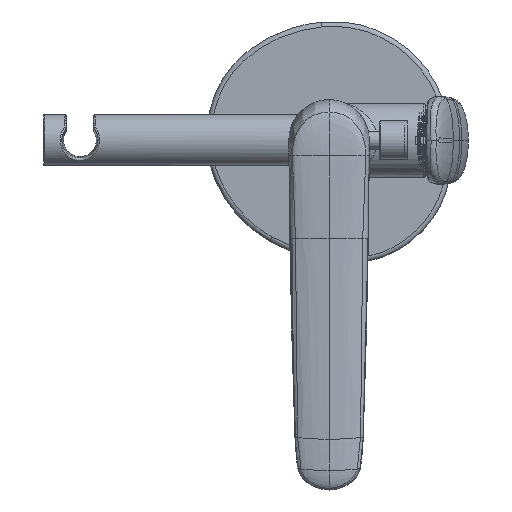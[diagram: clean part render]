
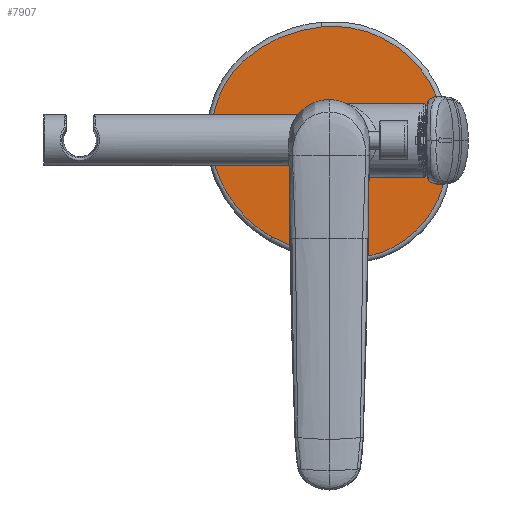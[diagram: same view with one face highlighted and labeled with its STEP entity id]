
A CAD part, top view. The second image highlights one B-rep face of the part: STEP entity #7907.
In plain terms, the highlighted planar face has unit normal (0, 0, 1).
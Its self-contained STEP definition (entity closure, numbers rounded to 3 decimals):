
#492=PLANE('',#8740);
#896=B_SPLINE_CURVE_WITH_KNOTS('',3,(#61247,#61248,#61249,#61250,#61251,
#61252,#61253,#61254,#61255,#61256,#61257,#61258,#61259,#61260,#61261,#61262,
#61263,#61264,#61265,#61266,#61267,#61268,#61269,#61270,#61271,#61272,#61273,
#61274),.UNSPECIFIED.,.F.,.F.,(4,1,1,1,1,1,1,1,1,1,1,1,1,1,1,1,1,1,1,1,
1,1,1,1,1,4),(0.,0.063,0.126,0.19,0.221,
0.237,0.253,0.28,0.308,0.363,
0.419,0.446,0.474,0.509,0.543,
0.577,0.612,0.646,0.681,0.715,
0.749,0.781,0.812,0.875,0.937,
1.),.UNSPECIFIED.);
#900=B_SPLINE_CURVE_WITH_KNOTS('',3,(#61348,#61349,#61350,#61351,#61352,
#61353,#61354),.UNSPECIFIED.,.F.,.F.,(4,1,1,1,4),(0.,0.25,0.5,0.75,1.),
 .UNSPECIFIED.);
#901=B_SPLINE_CURVE_WITH_KNOTS('',3,(#61357,#61358,#61359,#61360,#61361,
#61362,#61363,#61364,#61365,#61366,#61367,#61368,#61369,#61370,#61371,#61372,
#61373,#61374,#61375,#61376,#61377,#61378,#61379,#61380),.UNSPECIFIED.,
 .F.,.F.,(4,1,1,1,1,1,1,1,1,1,1,1,1,1,1,1,1,1,1,1,1,4),(0.,0.082,
0.164,0.205,0.247,0.288,0.329,
0.371,0.412,0.454,0.495,0.537,
0.578,0.619,0.64,0.66,0.682,
0.703,0.745,0.83,0.915,1.),
 .UNSPECIFIED.);
#902=B_SPLINE_CURVE_WITH_KNOTS('',3,(#61381,#61382,#61383,#61384,#61385,
#61386,#61387,#61388,#61389,#61390,#61391),.UNSPECIFIED.,.F.,.F.,(4,1,1,
1,1,1,1,1,4),(0.,0.125,0.25,0.375,0.499,
0.625,0.75,0.875,1.),.UNSPECIFIED.);
#1292=FACE_OUTER_BOUND('',#1825,.T.);
#1825=EDGE_LOOP('',(#6620,#6621,#6622,#6623));
#3591=VERTEX_POINT('',#61238);
#3592=VERTEX_POINT('',#61246);
#3594=VERTEX_POINT('',#61340);
#3595=VERTEX_POINT('',#61356);
#4637=EDGE_CURVE('',#3592,#3591,#896,.T.);
#4641=EDGE_CURVE('',#3591,#3594,#900,.T.);
#4642=EDGE_CURVE('',#3594,#3595,#901,.T.);
#4643=EDGE_CURVE('',#3595,#3592,#902,.T.);
#6620=ORIENTED_EDGE('',*,*,#4637,.T.);
#6621=ORIENTED_EDGE('',*,*,#4641,.T.);
#6622=ORIENTED_EDGE('',*,*,#4642,.T.);
#6623=ORIENTED_EDGE('',*,*,#4643,.T.);
#7907=ADVANCED_FACE('',(#1292),#492,.T.);
#8740=AXIS2_PLACEMENT_3D('',#61355,#10259,#10260);
#10259=DIRECTION('center_axis',(0.,0.,1.));
#10260=DIRECTION('ref_axis',(1.,0.,0.));
#61238=CARTESIAN_POINT('',(37.93,133.996,16.));
#61246=CARTESIAN_POINT('',(6.892,3.32,16.));
#61247=CARTESIAN_POINT('Ctrl Pts',(6.892,3.32,16.));
#61248=CARTESIAN_POINT('Ctrl Pts',(10.746,3.673,16.));
#61249=CARTESIAN_POINT('Ctrl Pts',(18.412,4.864,16.));
#61250=CARTESIAN_POINT('Ctrl Pts',(29.562,8.208,16.));
#61251=CARTESIAN_POINT('Ctrl Pts',(38.364,12.285,16.));
#61252=CARTESIAN_POINT('Ctrl Pts',(44.185,15.756,16.));
#61253=CARTESIAN_POINT('Ctrl Pts',(47.406,17.902,16.));
#61254=CARTESIAN_POINT('Ctrl Pts',(50.366,20.012,16.));
#61255=CARTESIAN_POINT('Ctrl Pts',(53.763,22.705,16.));
#61256=CARTESIAN_POINT('Ctrl Pts',(58.724,27.299,16.));
#61257=CARTESIAN_POINT('Ctrl Pts',(64.203,33.757,16.));
#61258=CARTESIAN_POINT('Ctrl Pts',(68.512,41.052,16.));
#61259=CARTESIAN_POINT('Ctrl Pts',(71.208,47.249,16.));
#61260=CARTESIAN_POINT('Ctrl Pts',(72.998,52.429,16.));
#61261=CARTESIAN_POINT('Ctrl Pts',(74.461,58.137,16.));
#61262=CARTESIAN_POINT('Ctrl Pts',(75.51,64.354,16.));
#61263=CARTESIAN_POINT('Ctrl Pts',(75.976,70.642,16.));
#61264=CARTESIAN_POINT('Ctrl Pts',(75.824,76.947,16.));
#61265=CARTESIAN_POINT('Ctrl Pts',(75.032,83.203,16.));
#61266=CARTESIAN_POINT('Ctrl Pts',(73.613,89.347,16.));
#61267=CARTESIAN_POINT('Ctrl Pts',(71.599,95.324,16.));
#61268=CARTESIAN_POINT('Ctrl Pts',(69.116,100.906,16.));
#61269=CARTESIAN_POINT('Ctrl Pts',(66.296,106.139,16.));
#61270=CARTESIAN_POINT('Ctrl Pts',(62.202,112.617,16.));
#61271=CARTESIAN_POINT('Ctrl Pts',(56.192,120.109,16.));
#61272=CARTESIAN_POINT('Ctrl Pts',(47.664,127.862,16.));
#61273=CARTESIAN_POINT('Ctrl Pts',(41.261,132.106,16.));
#61274=CARTESIAN_POINT('Ctrl Pts',(37.93,133.996,16.));
#61340=CARTESIAN_POINT('',(-6.632,146.95,16.));
#61348=CARTESIAN_POINT('Ctrl Pts',(37.93,133.996,16.));
#61349=CARTESIAN_POINT('Ctrl Pts',(34.536,135.922,16.));
#61350=CARTESIAN_POINT('Ctrl Pts',(27.53,139.395,16.));
#61351=CARTESIAN_POINT('Ctrl Pts',(16.481,143.332,16.));
#61352=CARTESIAN_POINT('Ctrl Pts',(5.04,145.92,16.));
#61353=CARTESIAN_POINT('Ctrl Pts',(-2.734,146.748,16.));
#61354=CARTESIAN_POINT('Ctrl Pts',(-6.632,146.95,16.));
#61355=CARTESIAN_POINT('Origin',(97.989,168.795,16.));
#61356=CARTESIAN_POINT('',(-64.943,48.294,16.));
#61357=CARTESIAN_POINT('Ctrl Pts',(-6.632,146.95,16.));
#61358=CARTESIAN_POINT('Ctrl Pts',(-10.367,147.143,16.));
#61359=CARTESIAN_POINT('Ctrl Pts',(-17.879,146.915,16.));
#61360=CARTESIAN_POINT('Ctrl Pts',(-27.059,144.827,16.));
#61361=CARTESIAN_POINT('Ctrl Pts',(-34.051,142.056,16.));
#61362=CARTESIAN_POINT('Ctrl Pts',(-39.08,139.46,16.));
#61363=CARTESIAN_POINT('Ctrl Pts',(-43.84,136.399,16.));
#61364=CARTESIAN_POINT('Ctrl Pts',(-48.32,132.928,16.));
#61365=CARTESIAN_POINT('Ctrl Pts',(-52.518,129.109,16.));
#61366=CARTESIAN_POINT('Ctrl Pts',(-56.384,124.939,16.));
#61367=CARTESIAN_POINT('Ctrl Pts',(-59.85,120.432,16.));
#61368=CARTESIAN_POINT('Ctrl Pts',(-62.862,115.622,16.));
#61369=CARTESIAN_POINT('Ctrl Pts',(-65.381,110.551,16.));
#61370=CARTESIAN_POINT('Ctrl Pts',(-67.397,105.272,16.));
#61371=CARTESIAN_POINT('Ctrl Pts',(-68.658,100.739,16.));
#61372=CARTESIAN_POINT('Ctrl Pts',(-69.43,97.053,16.));
#61373=CARTESIAN_POINT('Ctrl Pts',(-69.892,94.248,16.));
#61374=CARTESIAN_POINT('Ctrl Pts',(-70.264,91.371,16.));
#61375=CARTESIAN_POINT('Ctrl Pts',(-70.652,87.497,16.));
#61376=CARTESIAN_POINT('Ctrl Pts',(-71.019,80.686,16.));
#61377=CARTESIAN_POINT('Ctrl Pts',(-70.617,70.936,16.));
#61378=CARTESIAN_POINT('Ctrl Pts',(-68.613,59.398,16.));
#61379=CARTESIAN_POINT('Ctrl Pts',(-66.311,51.941,16.));
#61380=CARTESIAN_POINT('Ctrl Pts',(-64.943,48.294,16.));
#61381=CARTESIAN_POINT('Ctrl Pts',(-64.943,48.294,16.));
#61382=CARTESIAN_POINT('Ctrl Pts',(-63.611,44.742,16.));
#61383=CARTESIAN_POINT('Ctrl Pts',(-60.426,37.83,16.));
#61384=CARTESIAN_POINT('Ctrl Pts',(-53.998,28.388,16.));
#61385=CARTESIAN_POINT('Ctrl Pts',(-46.032,20.201,16.));
#61386=CARTESIAN_POINT('Ctrl Pts',(-36.824,13.442,16.));
#61387=CARTESIAN_POINT('Ctrl Pts',(-26.719,8.097,16.));
#61388=CARTESIAN_POINT('Ctrl Pts',(-15.849,4.494,16.));
#61389=CARTESIAN_POINT('Ctrl Pts',(-4.522,2.828,16.));
#61390=CARTESIAN_POINT('Ctrl Pts',(3.106,2.972,16.));
#61391=CARTESIAN_POINT('Ctrl Pts',(6.892,3.32,16.));
